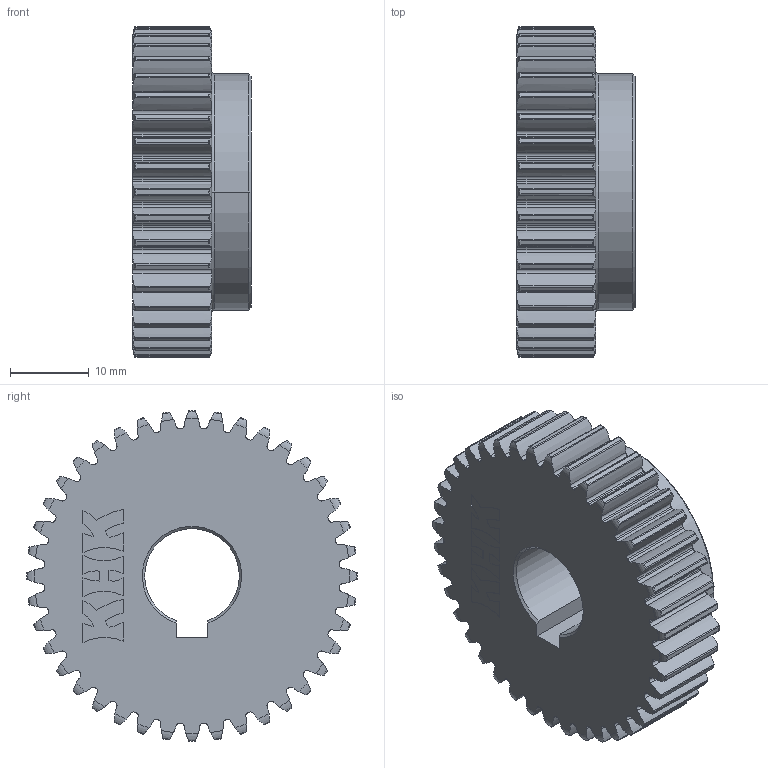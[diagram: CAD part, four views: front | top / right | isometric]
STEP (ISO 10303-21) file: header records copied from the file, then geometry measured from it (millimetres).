
FILE_DESCRIPTION((''),'2;1');
FILE_NAME('MSGA1-40','2022-03-18T',('SYSTEM'),(''),'PRO/ENGINEER BY PARAMETRIC TECHNOLOGY CORPORATION, 2016360','PRO/ENGINEER BY PARAMETRIC TECHNOLOGY CORPORATION, 2016360','');
FILE_SCHEMA(('AUTOMOTIVE_DESIGN { 1 0 10303 214 1 1 1 1 }'));
Length unit declared in the file: millimetre
Products named in the file (1): MSGA1-40
Bounding box: 15 x 42 x 42 mm (x, y, z)
Volume: 14182.3 mm3; surface area: 5737.5 mm2
Topology: 1 solids, 1 shells, 536 faces, 1586 edges, 1056 vertices
Faces by surface type: cylinder 267, torus 162, extrusion 80, plane 23, cone 4
Entity records: 27580 total; most frequent: CARTESIAN_POINT 8662, ORIENTED_EDGE 3172, DIRECTION 2476, PRESENTATION_STYLE_ASSIGNMENT 1638, STYLED_ITEM 1631, CURVE_STYLE 1586, EDGE_CURVE 1586, VERTEX_POINT 1056
